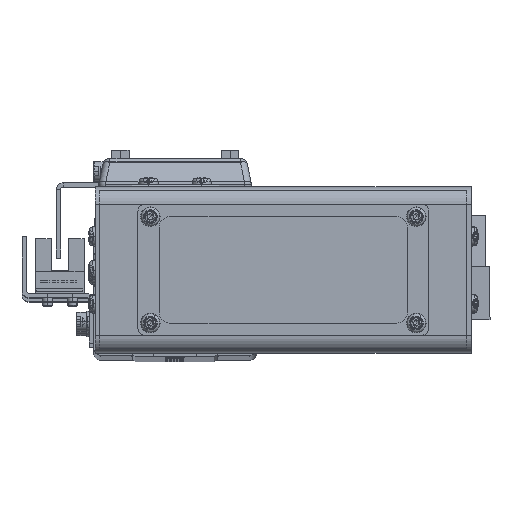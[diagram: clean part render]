
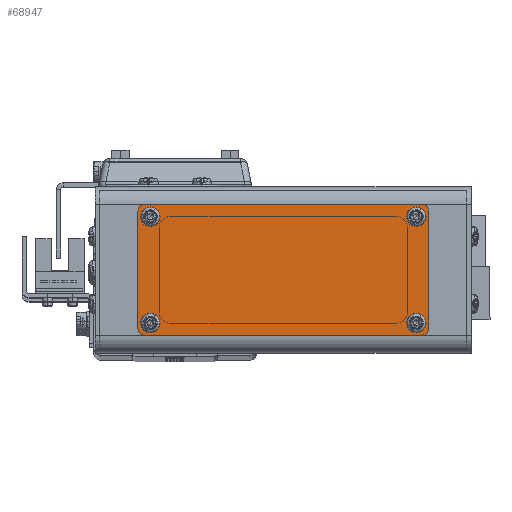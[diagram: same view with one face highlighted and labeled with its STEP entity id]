
A CAD part, top view. The second image highlights one B-rep face of the part: STEP entity #68947.
In plain terms, the highlighted face is planar.
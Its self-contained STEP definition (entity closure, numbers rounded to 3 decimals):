
#376 = CARTESIAN_POINT ( 'NONE',  ( 41., 2., 0. ) ) ;
#833 = CARTESIAN_POINT ( 'NONE',  ( 41., 35., 0. ) ) ;
#1350 = DIRECTION ( 'NONE',  ( 0., 0., 1. ) ) ;
#2051 = EDGE_CURVE ( 'NONE', #39434, #63355, #36481, .T. ) ;
#2671 = CARTESIAN_POINT ( 'NONE',  ( 37.5, 3.5, 0. ) ) ;
#2719 = AXIS2_PLACEMENT_3D ( 'NONE', #57898, #23288, #63663 ) ;
#2841 = EDGE_LOOP ( 'NONE', ( #42990, #38224 ) ) ;
#3055 = DIRECTION ( 'NONE',  ( 0., 0., 1. ) ) ;
#3799 = CARTESIAN_POINT ( 'NONE',  ( -35.8, 3.5, 0. ) ) ;
#3838 = AXIS2_PLACEMENT_3D ( 'NONE', #2671, #42963, #8489 ) ;
#3860 = AXIS2_PLACEMENT_3D ( 'NONE', #37542, #3055, #43318 ) ;
#4048 = ORIENTED_EDGE ( 'NONE', *, *, #69395, .T. ) ;
#4684 = EDGE_CURVE ( 'NONE', #44271, #44753, #41669, .T. ) ;
#5114 = VERTEX_POINT ( 'NONE', #35877 ) ;
#5847 = ORIENTED_EDGE ( 'NONE', *, *, #16739, .T. ) ;
#5875 = VECTOR ( 'NONE', #22227, 1000. ) ;
#5876 = ORIENTED_EDGE ( 'NONE', *, *, #58491, .F. ) ;
#6059 = ORIENTED_EDGE ( 'NONE', *, *, #9257, .F. ) ;
#6629 = CARTESIAN_POINT ( 'NONE',  ( -39., 2., 0. ) ) ;
#6771 = DIRECTION ( 'NONE',  ( 0., 0., 1. ) ) ;
#6900 = CARTESIAN_POINT ( 'NONE',  ( 39., 35., 0. ) ) ;
#7113 = CARTESIAN_POINT ( 'NONE',  ( 39., 37., 0. ) ) ;
#7646 = CARTESIAN_POINT ( 'NONE',  ( -41., 2., 0. ) ) ;
#8489 = DIRECTION ( 'NONE',  ( 1., 0., 0. ) ) ;
#8884 = CIRCLE ( 'NONE', #40095, 2. ) ;
#8995 = VERTEX_POINT ( 'NONE', #29992 ) ;
#9257 = EDGE_CURVE ( 'NONE', #43711, #17541, #56661, .T. ) ;
#9314 = CARTESIAN_POINT ( 'NONE',  ( -41., 35., 0. ) ) ;
#9766 = EDGE_LOOP ( 'NONE', ( #46463, #46903 ) ) ;
#9816 = CARTESIAN_POINT ( 'NONE',  ( -37.5, 3.5, 0. ) ) ;
#10864 = DIRECTION ( 'NONE',  ( 0., 0., 1. ) ) ;
#11505 = CARTESIAN_POINT ( 'NONE',  ( 39., 0., 0. ) ) ;
#12410 = CIRCLE ( 'NONE', #13642, 1.7 ) ;
#12417 = DIRECTION ( 'NONE',  ( 1., 0., 0. ) ) ;
#12539 = AXIS2_PLACEMENT_3D ( 'NONE', #45350, #10864, #51160 ) ;
#13268 = DIRECTION ( 'NONE',  ( 1., 0., 0. ) ) ;
#13572 = ORIENTED_EDGE ( 'NONE', *, *, #2051, .F. ) ;
#13642 = AXIS2_PLACEMENT_3D ( 'NONE', #29419, #69774, #35192 ) ;
#15049 = AXIS2_PLACEMENT_3D ( 'NONE', #9816, #50111, #15634 ) ;
#15177 = VECTOR ( 'NONE', #13268, 1000. ) ;
#15584 = CIRCLE ( 'NONE', #15890, 2. ) ;
#15634 = DIRECTION ( 'NONE',  ( 1., 0., 0. ) ) ;
#15890 = AXIS2_PLACEMENT_3D ( 'NONE', #63226, #28655, #69022 ) ;
#16739 = EDGE_CURVE ( 'NONE', #37600, #62004, #36962, .T. ) ;
#17541 = VERTEX_POINT ( 'NONE', #376 ) ;
#19328 = CIRCLE ( 'NONE', #12539, 1.7 ) ;
#20559 = CIRCLE ( 'NONE', #2719, 1.7 ) ;
#20916 = EDGE_CURVE ( 'NONE', #48924, #39434, #71822, .T. ) ;
#21683 = DIRECTION ( 'NONE',  ( 0., 0., 1. ) ) ;
#22227 = DIRECTION ( 'NONE',  ( -1., 0., 0. ) ) ;
#22455 = VECTOR ( 'NONE', #73477, 1000. ) ;
#23288 = DIRECTION ( 'NONE',  ( 0., 0., 1. ) ) ;
#25017 = AXIS2_PLACEMENT_3D ( 'NONE', #6629, #46898, #12417 ) ;
#26570 = CARTESIAN_POINT ( 'NONE',  ( 39.2, 33.5, 0. ) ) ;
#26945 = CARTESIAN_POINT ( 'NONE',  ( -39., 0., 0. ) ) ;
#27612 = AXIS2_PLACEMENT_3D ( 'NONE', #56292, #21683, #62067 ) ;
#27912 = AXIS2_PLACEMENT_3D ( 'NONE', #41279, #6771, #47038 ) ;
#28149 = EDGE_CURVE ( 'NONE', #8995, #48924, #15584, .T. ) ;
#28425 = CARTESIAN_POINT ( 'NONE',  ( 37.5, 33.5, 0. ) ) ;
#28655 = DIRECTION ( 'NONE',  ( 0., 0., 1. ) ) ;
#28668 = FACE_BOUND ( 'NONE', #63374, .T. ) ;
#28815 = AXIS2_PLACEMENT_3D ( 'NONE', #28425, #68780, #34192 ) ;
#28857 = ORIENTED_EDGE ( 'NONE', *, *, #28149, .F. ) ;
#29131 = VERTEX_POINT ( 'NONE', #833 ) ;
#29419 = CARTESIAN_POINT ( 'NONE',  ( 37.5, 3.5, 0. ) ) ;
#29992 = CARTESIAN_POINT ( 'NONE',  ( -39., 37., 0. ) ) ;
#30430 = CARTESIAN_POINT ( 'NONE',  ( 39.2, 3.5, 0. ) ) ;
#31803 = EDGE_CURVE ( 'NONE', #29131, #44458, #8884, .T. ) ;
#33082 = CARTESIAN_POINT ( 'NONE',  ( 41., 2., 0. ) ) ;
#33283 = EDGE_CURVE ( 'NONE', #5114, #67882, #12410, .T. ) ;
#34143 = LINE ( 'NONE', #33082, #22455 ) ;
#34192 = DIRECTION ( 'NONE',  ( 1., 0., 0. ) ) ;
#34267 = DIRECTION ( 'NONE',  ( 0., 0., 1. ) ) ;
#34339 = CIRCLE ( 'NONE', #28815, 1.7 ) ;
#35192 = DIRECTION ( 'NONE',  ( 1., 0., 0. ) ) ;
#35877 = CARTESIAN_POINT ( 'NONE',  ( 35.8, 3.5, 0. ) ) ;
#36481 = CIRCLE ( 'NONE', #25017, 2. ) ;
#36962 = CIRCLE ( 'NONE', #3860, 1.7 ) ;
#37542 = CARTESIAN_POINT ( 'NONE',  ( 37.5, 33.5, 0. ) ) ;
#37600 = VERTEX_POINT ( 'NONE', #26570 ) ;
#38146 = ORIENTED_EDGE ( 'NONE', *, *, #20916, .F. ) ;
#38224 = ORIENTED_EDGE ( 'NONE', *, *, #73156, .T. ) ;
#39140 = CARTESIAN_POINT ( 'NONE',  ( -39.2, 3.5, 0. ) ) ;
#39312 = ORIENTED_EDGE ( 'NONE', *, *, #39811, .T. ) ;
#39434 = VERTEX_POINT ( 'NONE', #7646 ) ;
#39811 = EDGE_CURVE ( 'NONE', #62004, #37600, #34339, .T. ) ;
#40095 = AXIS2_PLACEMENT_3D ( 'NONE', #68848, #34267, #74651 ) ;
#41279 = CARTESIAN_POINT ( 'NONE',  ( -37.5, 3.5, 0. ) ) ;
#41647 = DIRECTION ( 'NONE',  ( 1., 0., 0. ) ) ;
#41669 = CIRCLE ( 'NONE', #15049, 1.7 ) ;
#42234 = FACE_BOUND ( 'NONE', #53476, .T. ) ;
#42963 = DIRECTION ( 'NONE',  ( 0., 0., 1. ) ) ;
#42990 = ORIENTED_EDGE ( 'NONE', *, *, #33283, .T. ) ;
#43318 = DIRECTION ( 'NONE',  ( 1., 0., 0. ) ) ;
#43711 = VERTEX_POINT ( 'NONE', #11505 ) ;
#43776 = DIRECTION ( 'NONE',  ( 0., -1., 0. ) ) ;
#44271 = VERTEX_POINT ( 'NONE', #39140 ) ;
#44458 = VERTEX_POINT ( 'NONE', #7113 ) ;
#44753 = VERTEX_POINT ( 'NONE', #3799 ) ;
#45350 = CARTESIAN_POINT ( 'NONE',  ( -37.5, 33.5, 0. ) ) ;
#45632 = CIRCLE ( 'NONE', #27912, 1.7 ) ;
#46041 = EDGE_CURVE ( 'NONE', #44458, #8995, #53685, .T. ) ;
#46463 = ORIENTED_EDGE ( 'NONE', *, *, #4684, .T. ) ;
#46898 = DIRECTION ( 'NONE',  ( 0., 0., 1. ) ) ;
#46903 = ORIENTED_EDGE ( 'NONE', *, *, #61829, .T. ) ;
#47038 = DIRECTION ( 'NONE',  ( 1., 0., 0. ) ) ;
#47648 = FACE_BOUND ( 'NONE', #2841, .T. ) ;
#47745 = CARTESIAN_POINT ( 'NONE',  ( -39., 0., 0. ) ) ;
#48924 = VERTEX_POINT ( 'NONE', #56896 ) ;
#50111 = DIRECTION ( 'NONE',  ( 0., 0., 1. ) ) ;
#50136 = VERTEX_POINT ( 'NONE', #62702 ) ;
#51160 = DIRECTION ( 'NONE',  ( 1., 0., 0. ) ) ;
#52603 = ORIENTED_EDGE ( 'NONE', *, *, #31803, .F. ) ;
#53011 = PLANE ( 'NONE',  #63532 ) ;
#53476 = EDGE_LOOP ( 'NONE', ( #39312, #5847 ) ) ;
#53604 = EDGE_LOOP ( 'NONE', ( #52603, #5876, #6059, #66022, #13572, #38146, #28857, #57977 ) ) ;
#53685 = LINE ( 'NONE', #56833, #5875 ) ;
#53792 = CARTESIAN_POINT ( 'NONE',  ( -39.2, 33.5, 0. ) ) ;
#56292 = CARTESIAN_POINT ( 'NONE',  ( 39., 2., 0. ) ) ;
#56549 = VECTOR ( 'NONE', #43776, 1000. ) ;
#56661 = CIRCLE ( 'NONE', #27612, 2. ) ;
#56833 = CARTESIAN_POINT ( 'NONE',  ( 39., 37., 0. ) ) ;
#56896 = CARTESIAN_POINT ( 'NONE',  ( -41., 35., 0. ) ) ;
#57546 = LINE ( 'NONE', #47745, #15177 ) ;
#57614 = FACE_BOUND ( 'NONE', #9766, .T. ) ;
#57898 = CARTESIAN_POINT ( 'NONE',  ( -37.5, 33.5, 0. ) ) ;
#57977 = ORIENTED_EDGE ( 'NONE', *, *, #46041, .F. ) ;
#58491 = EDGE_CURVE ( 'NONE', #17541, #29131, #34143, .T. ) ;
#61829 = EDGE_CURVE ( 'NONE', #44753, #44271, #45632, .T. ) ;
#62004 = VERTEX_POINT ( 'NONE', #65951 ) ;
#62067 = DIRECTION ( 'NONE',  ( 1., 0., 0. ) ) ;
#62702 = CARTESIAN_POINT ( 'NONE',  ( -35.8, 33.5, 0. ) ) ;
#63226 = CARTESIAN_POINT ( 'NONE',  ( -39., 35., 0. ) ) ;
#63355 = VERTEX_POINT ( 'NONE', #26945 ) ;
#63374 = EDGE_LOOP ( 'NONE', ( #4048, #64624 ) ) ;
#63532 = AXIS2_PLACEMENT_3D ( 'NONE', #6900, #1350, #41647 ) ;
#63663 = DIRECTION ( 'NONE',  ( 1., 0., 0. ) ) ;
#64624 = ORIENTED_EDGE ( 'NONE', *, *, #73820, .T. ) ;
#65951 = CARTESIAN_POINT ( 'NONE',  ( 35.8, 33.5, 0. ) ) ;
#66022 = ORIENTED_EDGE ( 'NONE', *, *, #69570, .F. ) ;
#66133 = CIRCLE ( 'NONE', #3838, 1.7 ) ;
#67882 = VERTEX_POINT ( 'NONE', #30430 ) ;
#68780 = DIRECTION ( 'NONE',  ( 0., 0., 1. ) ) ;
#68848 = CARTESIAN_POINT ( 'NONE',  ( 39., 35., 0. ) ) ;
#68947 = ADVANCED_FACE ( 'NONE', ( #28668, #57614, #72922, #47648, #42234 ), #53011, .F. ) ;
#69022 = DIRECTION ( 'NONE',  ( 1., 0., 0. ) ) ;
#69395 = EDGE_CURVE ( 'NONE', #74460, #50136, #20559, .T. ) ;
#69570 = EDGE_CURVE ( 'NONE', #63355, #43711, #57546, .T. ) ;
#69774 = DIRECTION ( 'NONE',  ( 0., 0., 1. ) ) ;
#71822 = LINE ( 'NONE', #9314, #56549 ) ;
#72922 = FACE_OUTER_BOUND ( 'NONE', #53604, .T. ) ;
#73156 = EDGE_CURVE ( 'NONE', #67882, #5114, #66133, .T. ) ;
#73477 = DIRECTION ( 'NONE',  ( 0., 1., 0. ) ) ;
#73820 = EDGE_CURVE ( 'NONE', #50136, #74460, #19328, .T. ) ;
#74460 = VERTEX_POINT ( 'NONE', #53792 ) ;
#74651 = DIRECTION ( 'NONE',  ( 1., 0., 0. ) ) ;
